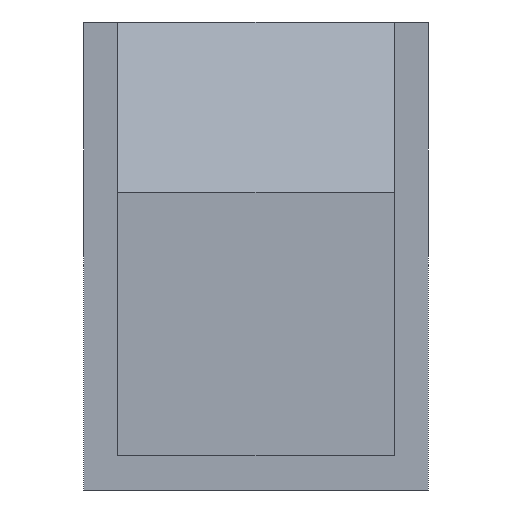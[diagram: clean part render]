
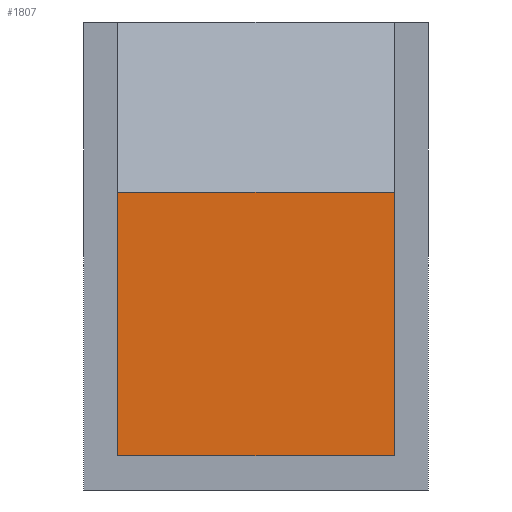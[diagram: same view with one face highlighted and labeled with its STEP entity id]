
A CAD part, front view. The second image highlights one B-rep face of the part: STEP entity #1807.
In plain terms, the highlighted planar face has unit normal (0, -1, 0).
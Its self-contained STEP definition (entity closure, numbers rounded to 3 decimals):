
#78=FACE_OUTER_BOUND('',#169,.T.);
#169=EDGE_LOOP('',(#1253,#1254,#1255,#1256));
#260=LINE('',#2505,#502);
#315=LINE('',#2618,#557);
#317=LINE('',#2621,#559);
#318=LINE('',#2622,#560);
#502=VECTOR('',#2030,10.);
#557=VECTOR('',#2109,10.);
#559=VECTOR('',#2113,10.);
#560=VECTOR('',#2114,10.);
#743=VERTEX_POINT('',#2502);
#744=VERTEX_POINT('',#2504);
#789=VERTEX_POINT('',#2615);
#790=VERTEX_POINT('',#2617);
#919=EDGE_CURVE('',#743,#744,#260,.T.);
#974=EDGE_CURVE('',#789,#790,#315,.T.);
#976=EDGE_CURVE('',#744,#789,#317,.T.);
#977=EDGE_CURVE('',#790,#743,#318,.T.);
#1253=ORIENTED_EDGE('',*,*,#976,.F.);
#1254=ORIENTED_EDGE('',*,*,#919,.F.);
#1255=ORIENTED_EDGE('',*,*,#977,.F.);
#1256=ORIENTED_EDGE('',*,*,#974,.F.);
#1729=PLANE('',#1919);
#1807=ADVANCED_FACE('',(#78),#1729,.F.);
#1919=AXIS2_PLACEMENT_3D('',#2620,#2111,#2112);
#2030=DIRECTION('',(1.,0.,0.));
#2109=DIRECTION('',(-1.,0.,0.));
#2111=DIRECTION('center_axis',(0.,1.,0.));
#2112=DIRECTION('ref_axis',(0.,0.,1.));
#2113=DIRECTION('',(0.,0.,-1.));
#2114=DIRECTION('',(0.,0.,1.));
#2502=CARTESIAN_POINT('',(-3.25,-32.05,7.));
#2504=CARTESIAN_POINT('',(3.25,-32.05,7.));
#2505=CARTESIAN_POINT('',(0.,-32.05,7.));
#2615=CARTESIAN_POINT('',(3.25,-32.05,0.8));
#2617=CARTESIAN_POINT('',(-3.25,-32.05,0.8));
#2618=CARTESIAN_POINT('',(-3.25,-32.05,0.8));
#2620=CARTESIAN_POINT('Origin',(0.,-32.05,
3.9));
#2621=CARTESIAN_POINT('',(3.25,-32.05,0.));
#2622=CARTESIAN_POINT('',(-3.25,-32.05,11.));
